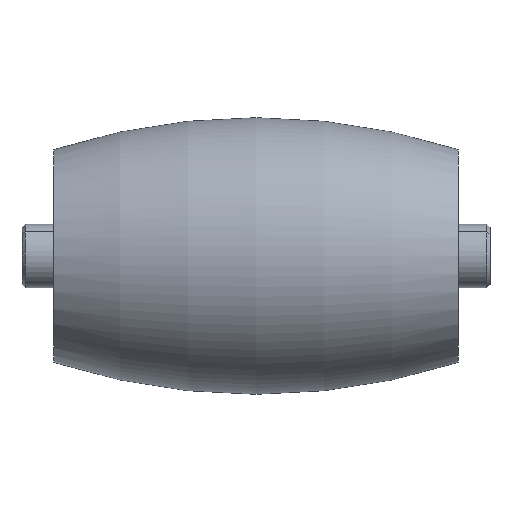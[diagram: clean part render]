
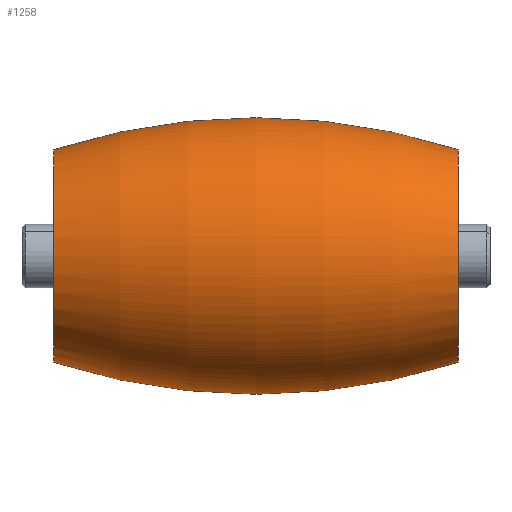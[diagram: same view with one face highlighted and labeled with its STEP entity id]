
A CAD part, front view. The second image highlights one B-rep face of the part: STEP entity #1258.
In plain terms, the highlighted toroidal (fillet/blend) face has major radius 24.33 mm and minor radius 30.83 mm.
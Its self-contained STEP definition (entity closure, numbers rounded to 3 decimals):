
#9 = VERTEX_POINT ( 'NONE', #1071 ) ;
#79 = DIRECTION ( 'NONE',  ( 0., 0., -1. ) ) ;
#81 = TOROIDAL_SURFACE ( 'NONE', #1263, -24.33, 30.83 ) ;
#110 = CARTESIAN_POINT ( 'NONE',  ( 9.5, 0., 24.33 ) ) ;
#113 = CARTESIAN_POINT ( 'NONE',  ( 9.5, 0., 0. ) ) ;
#151 = EDGE_CURVE ( 'NONE', #1339, #9, #477, .T. ) ;
#220 = EDGE_CURVE ( 'NONE', #733, #626, #404, .T. ) ;
#239 = DIRECTION ( 'NONE',  ( -1., 0., 0. ) ) ;
#244 = CARTESIAN_POINT ( 'NONE',  ( 19., 0., 5. ) ) ;
#319 = FACE_OUTER_BOUND ( 'NONE', #426, .T. ) ;
#404 = CIRCLE ( 'NONE', #1368, 5. ) ;
#426 = EDGE_LOOP ( 'NONE', ( #1417, #1094, #1349, #875 ) ) ;
#458 = EDGE_CURVE ( 'NONE', #626, #9, #1140, .T. ) ;
#477 = CIRCLE ( 'NONE', #640, 5. ) ;
#544 = CARTESIAN_POINT ( 'NONE',  ( 19., 0., -5. ) ) ;
#609 = EDGE_CURVE ( 'NONE', #733, #1339, #696, .T. ) ;
#615 = DIRECTION ( 'NONE',  ( 0., 1., 0. ) ) ;
#626 = VERTEX_POINT ( 'NONE', #244 ) ;
#640 = AXIS2_PLACEMENT_3D ( 'NONE', #1541, #964, #1305 ) ;
#694 = DIRECTION ( 'NONE',  ( 0., -1., 0. ) ) ;
#696 = CIRCLE ( 'NONE', #1504, 30.83 ) ;
#733 = VERTEX_POINT ( 'NONE', #544 ) ;
#855 = DIRECTION ( 'NONE',  ( 0., 0., 1. ) ) ;
#866 = DIRECTION ( 'NONE',  ( -1., 0., 0. ) ) ;
#875 = ORIENTED_EDGE ( 'NONE', *, *, #151, .F. ) ;
#882 = DIRECTION ( 'NONE',  ( 0., 0., 1. ) ) ;
#964 = DIRECTION ( 'NONE',  ( -1., 0., 0. ) ) ;
#1071 = CARTESIAN_POINT ( 'NONE',  ( 0., 0., 5. ) ) ;
#1094 = ORIENTED_EDGE ( 'NONE', *, *, #220, .T. ) ;
#1140 = CIRCLE ( 'NONE', #1549, 30.83 ) ;
#1178 = CARTESIAN_POINT ( 'NONE',  ( 9.5, 0., -24.33 ) ) ;
#1225 = CARTESIAN_POINT ( 'NONE',  ( 19., 0., 0. ) ) ;
#1235 = CARTESIAN_POINT ( 'NONE',  ( 0., 0., -5. ) ) ;
#1258 = ADVANCED_FACE ( 'NONE', ( #319 ), #81, .T. ) ;
#1263 = AXIS2_PLACEMENT_3D ( 'NONE', #113, #239, #1287 ) ;
#1287 = DIRECTION ( 'NONE',  ( 0., 0., 1. ) ) ;
#1305 = DIRECTION ( 'NONE',  ( 0., 0., 1. ) ) ;
#1339 = VERTEX_POINT ( 'NONE', #1235 ) ;
#1349 = ORIENTED_EDGE ( 'NONE', *, *, #458, .T. ) ;
#1368 = AXIS2_PLACEMENT_3D ( 'NONE', #1225, #866, #882 ) ;
#1417 = ORIENTED_EDGE ( 'NONE', *, *, #609, .F. ) ;
#1504 = AXIS2_PLACEMENT_3D ( 'NONE', #110, #615, #855 ) ;
#1541 = CARTESIAN_POINT ( 'NONE',  ( 0., 0., 0. ) ) ;
#1549 = AXIS2_PLACEMENT_3D ( 'NONE', #1178, #694, #79 ) ;
